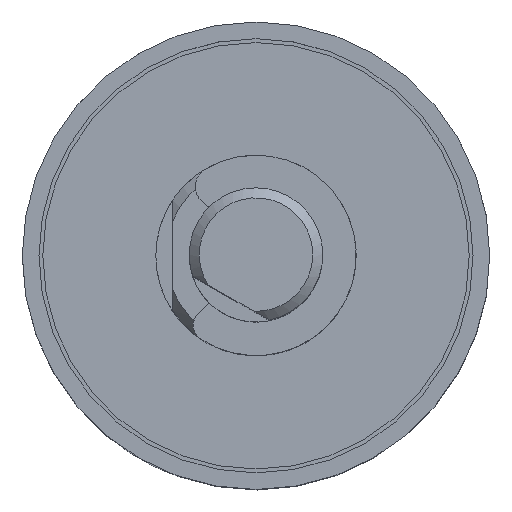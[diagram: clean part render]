
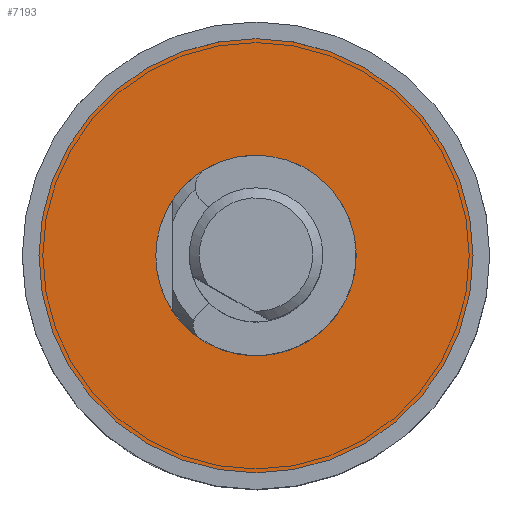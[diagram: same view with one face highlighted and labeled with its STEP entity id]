
A CAD part, top view. The second image highlights one B-rep face of the part: STEP entity #7193.
In plain terms, the highlighted planar face has unit normal (0, 0, 1).
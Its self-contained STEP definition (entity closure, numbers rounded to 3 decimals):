
#231 = EDGE_LOOP ( 'NONE', ( #3118 ) ) ;
#565 = FACE_BOUND ( 'NONE', #231, .T. ) ;
#664 = ORIENTED_EDGE ( 'NONE', *, *, #5322, .T. ) ;
#667 = DIRECTION ( 'NONE',  ( 0., 0., 1. ) ) ;
#1094 = CIRCLE ( 'NONE', #1549, 6.5 ) ;
#1549 = AXIS2_PLACEMENT_3D ( 'NONE', #6869, #2781, #7460 ) ;
#2484 = VERTEX_POINT ( 'NONE', #7142 ) ;
#2781 = DIRECTION ( 'NONE',  ( 0., 0., 1. ) ) ;
#2846 = VERTEX_POINT ( 'NONE', #3411 ) ;
#3118 = ORIENTED_EDGE ( 'NONE', *, *, #5777, .T. ) ;
#3411 = CARTESIAN_POINT ( 'NONE',  ( 6.5, 0., 0.5 ) ) ;
#3601 = CARTESIAN_POINT ( 'NONE',  ( 0., 0., 0.5 ) ) ;
#4408 = EDGE_LOOP ( 'NONE', ( #664 ) ) ;
#4739 = DIRECTION ( 'NONE',  ( -1., 0., 0. ) ) ;
#4817 = PLANE ( 'NONE',  #7125 ) ;
#5322 = EDGE_CURVE ( 'NONE', #2846, #2846, #1094, .T. ) ;
#5388 = DIRECTION ( 'NONE',  ( 1., 0., 0. ) ) ;
#5777 = EDGE_CURVE ( 'NONE', #2484, #2484, #6266, .T. ) ;
#5929 = DIRECTION ( 'NONE',  ( 0., 0., -1. ) ) ;
#6144 = FACE_OUTER_BOUND ( 'NONE', #4408, .T. ) ;
#6266 = CIRCLE ( 'NONE', #7222, 3. ) ;
#6573 = CARTESIAN_POINT ( 'NONE',  ( 3., 0., 0.5 ) ) ;
#6869 = CARTESIAN_POINT ( 'NONE',  ( 0., 0., 0.5 ) ) ;
#7125 = AXIS2_PLACEMENT_3D ( 'NONE', #6573, #667, #5388 ) ;
#7142 = CARTESIAN_POINT ( 'NONE',  ( -3., 0., 0.5 ) ) ;
#7193 = ADVANCED_FACE ( 'NONE', ( #565, #6144 ), #4817, .T. ) ;
#7222 = AXIS2_PLACEMENT_3D ( 'NONE', #3601, #5929, #4739 ) ;
#7460 = DIRECTION ( 'NONE',  ( 1., 0., 0. ) ) ;
